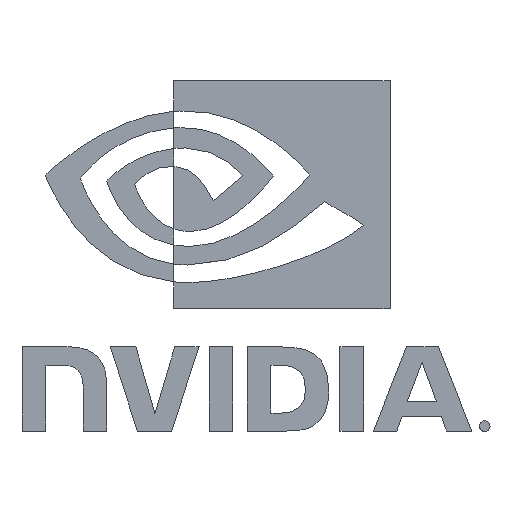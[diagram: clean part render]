
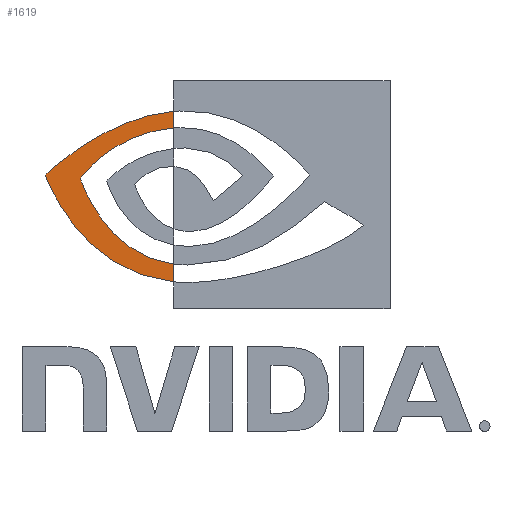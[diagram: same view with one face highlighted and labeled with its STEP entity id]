
A CAD part, top view. The second image highlights one B-rep face of the part: STEP entity #1619.
In plain terms, the highlighted planar face has unit normal (0, 0, 1).
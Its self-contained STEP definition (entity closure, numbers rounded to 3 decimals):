
#590=LINE('',#7092,#1237);
#627=LINE('',#7166,#1274);
#629=LINE('',#7170,#1276);
#631=LINE('',#7174,#1278);
#633=LINE('',#7178,#1280);
#635=LINE('',#7182,#1282);
#637=LINE('',#7186,#1284);
#639=LINE('',#7190,#1286);
#641=LINE('',#7194,#1288);
#643=LINE('',#7198,#1290);
#645=LINE('',#7202,#1292);
#647=LINE('',#7206,#1294);
#649=LINE('',#7210,#1296);
#651=LINE('',#7214,#1298);
#653=LINE('',#7218,#1300);
#655=LINE('',#7222,#1302);
#657=LINE('',#7226,#1304);
#659=LINE('',#7230,#1306);
#661=LINE('',#7234,#1308);
#662=LINE('',#7236,#1309);
#663=LINE('',#7238,#1310);
#664=LINE('',#7240,#1311);
#665=LINE('',#7242,#1312);
#666=LINE('',#7244,#1313);
#667=LINE('',#7246,#1314);
#668=LINE('',#7248,#1315);
#669=LINE('',#7250,#1316);
#670=LINE('',#7252,#1317);
#671=LINE('',#7254,#1318);
#672=LINE('',#7256,#1319);
#673=LINE('',#7258,#1320);
#674=LINE('',#7260,#1321);
#675=LINE('',#7262,#1322);
#676=LINE('',#7264,#1323);
#1237=VECTOR('',#5825,1.);
#1274=VECTOR('',#5866,1.);
#1276=VECTOR('',#5870,1.);
#1278=VECTOR('',#5874,1.);
#1280=VECTOR('',#5878,1.);
#1282=VECTOR('',#5882,1.);
#1284=VECTOR('',#5886,1.);
#1286=VECTOR('',#5890,1.);
#1288=VECTOR('',#5894,1.);
#1290=VECTOR('',#5898,1.);
#1292=VECTOR('',#5902,1.);
#1294=VECTOR('',#5906,1.);
#1296=VECTOR('',#5910,1.);
#1298=VECTOR('',#5914,1.);
#1300=VECTOR('',#5918,1.);
#1302=VECTOR('',#5922,1.);
#1304=VECTOR('',#5926,1.);
#1306=VECTOR('',#5930,1.);
#1308=VECTOR('',#5934,1.);
#1309=VECTOR('',#5937,1.);
#1310=VECTOR('',#5938,1.);
#1311=VECTOR('',#5939,1.);
#1312=VECTOR('',#5940,1.);
#1313=VECTOR('',#5941,1.);
#1314=VECTOR('',#5942,1.);
#1315=VECTOR('',#5943,1.);
#1316=VECTOR('',#5944,1.);
#1317=VECTOR('',#5945,1.);
#1318=VECTOR('',#5946,1.);
#1319=VECTOR('',#5947,1.);
#1320=VECTOR('',#5948,1.);
#1321=VECTOR('',#5949,1.);
#1322=VECTOR('',#5950,1.);
#1323=VECTOR('',#5951,1.);
#1619=ADVANCED_FACE('',(#2091),#1856,.T.);
#1856=PLANE('',#4969);
#2091=FACE_OUTER_BOUND('',#2334,.T.);
#2334=EDGE_LOOP('',(#3410,#3411,#3412,#3413,#3414,#3415,#3416,#3417,#3418,
#3419,#3420,#3421,#3422,#3423,#3424,#3425,#3426,#3427,#3428,#3429,#3430,
#3431,#3432,#3433,#3434,#3435,#3436,#3437,#3438,#3439,#3440,#3441,#3442,
#3443));
#3410=ORIENTED_EDGE('',*,*,#4650,.T.);
#3411=ORIENTED_EDGE('',*,*,#4651,.T.);
#3412=ORIENTED_EDGE('',*,*,#4652,.T.);
#3413=ORIENTED_EDGE('',*,*,#4653,.T.);
#3414=ORIENTED_EDGE('',*,*,#4654,.T.);
#3415=ORIENTED_EDGE('',*,*,#4655,.T.);
#3416=ORIENTED_EDGE('',*,*,#4656,.T.);
#3417=ORIENTED_EDGE('',*,*,#4657,.T.);
#3418=ORIENTED_EDGE('',*,*,#4658,.T.);
#3419=ORIENTED_EDGE('',*,*,#4659,.T.);
#3420=ORIENTED_EDGE('',*,*,#4660,.T.);
#3421=ORIENTED_EDGE('',*,*,#4661,.T.);
#3422=ORIENTED_EDGE('',*,*,#4662,.T.);
#3423=ORIENTED_EDGE('',*,*,#4663,.T.);
#3424=ORIENTED_EDGE('',*,*,#4664,.T.);
#3425=ORIENTED_EDGE('',*,*,#4578,.T.);
#3426=ORIENTED_EDGE('',*,*,#4649,.T.);
#3427=ORIENTED_EDGE('',*,*,#4647,.T.);
#3428=ORIENTED_EDGE('',*,*,#4645,.T.);
#3429=ORIENTED_EDGE('',*,*,#4643,.T.);
#3430=ORIENTED_EDGE('',*,*,#4641,.T.);
#3431=ORIENTED_EDGE('',*,*,#4639,.T.);
#3432=ORIENTED_EDGE('',*,*,#4637,.T.);
#3433=ORIENTED_EDGE('',*,*,#4635,.T.);
#3434=ORIENTED_EDGE('',*,*,#4633,.T.);
#3435=ORIENTED_EDGE('',*,*,#4631,.T.);
#3436=ORIENTED_EDGE('',*,*,#4629,.T.);
#3437=ORIENTED_EDGE('',*,*,#4627,.T.);
#3438=ORIENTED_EDGE('',*,*,#4625,.T.);
#3439=ORIENTED_EDGE('',*,*,#4623,.T.);
#3440=ORIENTED_EDGE('',*,*,#4621,.T.);
#3441=ORIENTED_EDGE('',*,*,#4619,.T.);
#3442=ORIENTED_EDGE('',*,*,#4617,.T.);
#3443=ORIENTED_EDGE('',*,*,#4615,.T.);
#3991=VERTEX_POINT('',#7091);
#3992=VERTEX_POINT('',#7093);
#4026=VERTEX_POINT('',#7165);
#4027=VERTEX_POINT('',#7167);
#4028=VERTEX_POINT('',#7171);
#4029=VERTEX_POINT('',#7175);
#4030=VERTEX_POINT('',#7179);
#4031=VERTEX_POINT('',#7183);
#4032=VERTEX_POINT('',#7187);
#4033=VERTEX_POINT('',#7191);
#4034=VERTEX_POINT('',#7195);
#4035=VERTEX_POINT('',#7199);
#4036=VERTEX_POINT('',#7203);
#4037=VERTEX_POINT('',#7207);
#4038=VERTEX_POINT('',#7211);
#4039=VERTEX_POINT('',#7215);
#4040=VERTEX_POINT('',#7219);
#4041=VERTEX_POINT('',#7223);
#4042=VERTEX_POINT('',#7227);
#4043=VERTEX_POINT('',#7231);
#4044=VERTEX_POINT('',#7237);
#4045=VERTEX_POINT('',#7239);
#4046=VERTEX_POINT('',#7241);
#4047=VERTEX_POINT('',#7243);
#4048=VERTEX_POINT('',#7245);
#4049=VERTEX_POINT('',#7247);
#4050=VERTEX_POINT('',#7249);
#4051=VERTEX_POINT('',#7251);
#4052=VERTEX_POINT('',#7253);
#4053=VERTEX_POINT('',#7255);
#4054=VERTEX_POINT('',#7257);
#4055=VERTEX_POINT('',#7259);
#4056=VERTEX_POINT('',#7261);
#4057=VERTEX_POINT('',#7263);
#4578=EDGE_CURVE('',#3992,#3991,#590,.T.);
#4615=EDGE_CURVE('',#4027,#4026,#627,.T.);
#4617=EDGE_CURVE('',#4028,#4027,#629,.T.);
#4619=EDGE_CURVE('',#4029,#4028,#631,.T.);
#4621=EDGE_CURVE('',#4030,#4029,#633,.T.);
#4623=EDGE_CURVE('',#4031,#4030,#635,.T.);
#4625=EDGE_CURVE('',#4032,#4031,#637,.T.);
#4627=EDGE_CURVE('',#4033,#4032,#639,.T.);
#4629=EDGE_CURVE('',#4034,#4033,#641,.T.);
#4631=EDGE_CURVE('',#4035,#4034,#643,.T.);
#4633=EDGE_CURVE('',#4036,#4035,#645,.T.);
#4635=EDGE_CURVE('',#4037,#4036,#647,.T.);
#4637=EDGE_CURVE('',#4038,#4037,#649,.T.);
#4639=EDGE_CURVE('',#4039,#4038,#651,.T.);
#4641=EDGE_CURVE('',#4040,#4039,#653,.T.);
#4643=EDGE_CURVE('',#4041,#4040,#655,.T.);
#4645=EDGE_CURVE('',#4042,#4041,#657,.T.);
#4647=EDGE_CURVE('',#4043,#4042,#659,.T.);
#4649=EDGE_CURVE('',#3991,#4043,#661,.T.);
#4650=EDGE_CURVE('',#4026,#4044,#662,.T.);
#4651=EDGE_CURVE('',#4044,#4045,#663,.T.);
#4652=EDGE_CURVE('',#4045,#4046,#664,.T.);
#4653=EDGE_CURVE('',#4046,#4047,#665,.T.);
#4654=EDGE_CURVE('',#4047,#4048,#666,.T.);
#4655=EDGE_CURVE('',#4048,#4049,#667,.T.);
#4656=EDGE_CURVE('',#4049,#4050,#668,.T.);
#4657=EDGE_CURVE('',#4050,#4051,#669,.T.);
#4658=EDGE_CURVE('',#4051,#4052,#670,.T.);
#4659=EDGE_CURVE('',#4052,#4053,#671,.T.);
#4660=EDGE_CURVE('',#4053,#4054,#672,.T.);
#4661=EDGE_CURVE('',#4054,#4055,#673,.T.);
#4662=EDGE_CURVE('',#4055,#4056,#674,.T.);
#4663=EDGE_CURVE('',#4056,#4057,#675,.T.);
#4664=EDGE_CURVE('',#4057,#3992,#676,.T.);
#4969=AXIS2_PLACEMENT_3D('',#7265,#5952,#5953);
#5825=DIRECTION('',(0.,1.,0.));
#5866=DIRECTION('',(-0.986,-0.167,0.));
#5870=DIRECTION('',(0.,1.,0.));
#5874=DIRECTION('',(0.987,0.16,0.));
#5878=DIRECTION('',(0.948,0.319,0.));
#5882=DIRECTION('',(0.89,0.456,0.));
#5886=DIRECTION('',(0.825,0.566,0.));
#5890=DIRECTION('',(0.759,0.651,0.));
#5894=DIRECTION('',(0.692,0.722,0.));
#5898=DIRECTION('',(0.64,0.769,0.));
#5902=DIRECTION('',(0.6,0.8,0.));
#5906=DIRECTION('',(-0.328,0.945,0.));
#5910=DIRECTION('',(-0.381,0.925,0.));
#5914=DIRECTION('',(-0.452,0.892,0.));
#5918=DIRECTION('',(-0.54,0.842,0.));
#5922=DIRECTION('',(-0.643,0.766,0.));
#5926=DIRECTION('',(-0.759,0.651,0.));
#5930=DIRECTION('',(-0.878,0.478,0.));
#5934=DIRECTION('',(-0.969,0.248,0.));
#5937=DIRECTION('',(-0.948,-0.319,0.));
#5938=DIRECTION('',(-0.904,-0.427,0.));
#5939=DIRECTION('',(-0.86,-0.51,0.));
#5940=DIRECTION('',(-0.82,-0.572,0.));
#5941=DIRECTION('',(-0.784,-0.62,0.));
#5942=DIRECTION('',(-0.755,-0.655,0.));
#5943=DIRECTION('',(-0.731,-0.683,0.));
#5944=DIRECTION('',(0.363,-0.932,0.));
#5945=DIRECTION('',(0.414,-0.91,0.));
#5946=DIRECTION('',(0.489,-0.872,0.));
#5947=DIRECTION('',(0.575,-0.818,0.));
#5948=DIRECTION('',(0.677,-0.736,0.));
#5949=DIRECTION('',(0.79,-0.613,0.));
#5950=DIRECTION('',(0.899,-0.437,0.));
#5951=DIRECTION('',(0.977,-0.214,0.));
#5952=DIRECTION('',(0.,0.,1.));
#5953=DIRECTION('',(-1.,0.,0.));
#7091=CARTESIAN_POINT('',(-1.61,2.321,0.05));
#7092=CARTESIAN_POINT('',(-1.61,1.92,0.05));
#7093=CARTESIAN_POINT('',(-1.61,1.92,0.05));
#7165=CARTESIAN_POINT('',(-2.182,5.673,0.05));
#7166=CARTESIAN_POINT('',(-1.61,5.77,0.05));
#7167=CARTESIAN_POINT('',(-1.61,5.77,0.05));
#7170=CARTESIAN_POINT('',(-1.61,5.394,0.05));
#7171=CARTESIAN_POINT('',(-1.61,5.394,0.05));
#7174=CARTESIAN_POINT('',(-2.104,5.314,0.05));
#7175=CARTESIAN_POINT('',(-2.104,5.314,0.05));
#7178=CARTESIAN_POINT('',(-2.532,5.17,0.05));
#7179=CARTESIAN_POINT('',(-2.532,5.17,0.05));
#7182=CARTESIAN_POINT('',(-2.895,4.984,0.05));
#7183=CARTESIAN_POINT('',(-2.895,4.984,0.05));
#7186=CARTESIAN_POINT('',(-3.191,4.781,0.05));
#7187=CARTESIAN_POINT('',(-3.191,4.781,0.05));
#7190=CARTESIAN_POINT('',(-3.422,4.583,0.05));
#7191=CARTESIAN_POINT('',(-3.422,4.583,0.05));
#7194=CARTESIAN_POINT('',(-3.586,4.412,0.05));
#7195=CARTESIAN_POINT('',(-3.586,4.412,0.05));
#7198=CARTESIAN_POINT('',(-3.685,4.293,0.05));
#7199=CARTESIAN_POINT('',(-3.685,4.293,0.05));
#7202=CARTESIAN_POINT('',(-3.718,4.249,0.05));
#7203=CARTESIAN_POINT('',(-3.718,4.249,0.05));
#7206=CARTESIAN_POINT('',(-3.692,4.174,0.05));
#7207=CARTESIAN_POINT('',(-3.692,4.174,0.05));
#7210=CARTESIAN_POINT('',(-3.61,3.975,0.05));
#7211=CARTESIAN_POINT('',(-3.61,3.975,0.05));
#7214=CARTESIAN_POINT('',(-3.466,3.691,0.05));
#7215=CARTESIAN_POINT('',(-3.466,3.691,0.05));
#7218=CARTESIAN_POINT('',(-3.253,3.359,0.05));
#7219=CARTESIAN_POINT('',(-3.253,3.359,0.05));
#7222=CARTESIAN_POINT('',(-2.967,3.018,0.05));
#7223=CARTESIAN_POINT('',(-2.967,3.018,0.05));
#7226=CARTESIAN_POINT('',(-2.602,2.705,0.05));
#7227=CARTESIAN_POINT('',(-2.602,2.705,0.05));
#7230=CARTESIAN_POINT('',(-2.152,2.46,0.05));
#7231=CARTESIAN_POINT('',(-2.152,2.46,0.05));
#7234=CARTESIAN_POINT('',(-1.61,2.321,0.05));
#7236=CARTESIAN_POINT('',(-2.182,5.673,0.05));
#7237=CARTESIAN_POINT('',(-2.72,5.492,0.05));
#7238=CARTESIAN_POINT('',(-2.72,5.492,0.05));
#7239=CARTESIAN_POINT('',(-3.213,5.259,0.05));
#7240=CARTESIAN_POINT('',(-3.213,5.259,0.05));
#7241=CARTESIAN_POINT('',(-3.645,5.003,0.05));
#7242=CARTESIAN_POINT('',(-3.645,5.003,0.05));
#7243=CARTESIAN_POINT('',(-4.005,4.752,0.05));
#7244=CARTESIAN_POINT('',(-4.005,4.752,0.05));
#7245=CARTESIAN_POINT('',(-4.278,4.536,0.05));
#7246=CARTESIAN_POINT('',(-4.278,4.536,0.05));
#7247=CARTESIAN_POINT('',(-4.452,4.385,0.05));
#7248=CARTESIAN_POINT('',(-4.452,4.385,0.05));
#7249=CARTESIAN_POINT('',(-4.513,4.328,0.05));
#7250=CARTESIAN_POINT('',(-4.513,4.328,0.05));
#7251=CARTESIAN_POINT('',(-4.476,4.233,0.05));
#7252=CARTESIAN_POINT('',(-4.476,4.233,0.05));
#7253=CARTESIAN_POINT('',(-4.361,3.98,0.05));
#7254=CARTESIAN_POINT('',(-4.361,3.98,0.05));
#7255=CARTESIAN_POINT('',(-4.159,3.62,0.05));
#7256=CARTESIAN_POINT('',(-4.159,3.62,0.05));
#7257=CARTESIAN_POINT('',(-3.864,3.2,0.05));
#7258=CARTESIAN_POINT('',(-3.864,3.2,0.05));
#7259=CARTESIAN_POINT('',(-3.469,2.771,0.05));
#7260=CARTESIAN_POINT('',(-3.469,2.771,0.05));
#7261=CARTESIAN_POINT('',(-2.967,2.382,0.05));
#7262=CARTESIAN_POINT('',(-2.967,2.382,0.05));
#7263=CARTESIAN_POINT('',(-2.35,2.082,0.05));
#7264=CARTESIAN_POINT('',(-2.35,2.082,0.05));
#7265=CARTESIAN_POINT('',(0.,0.,0.05));
